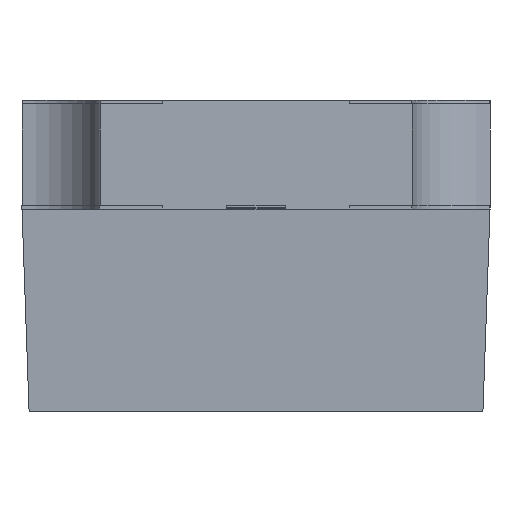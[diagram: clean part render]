
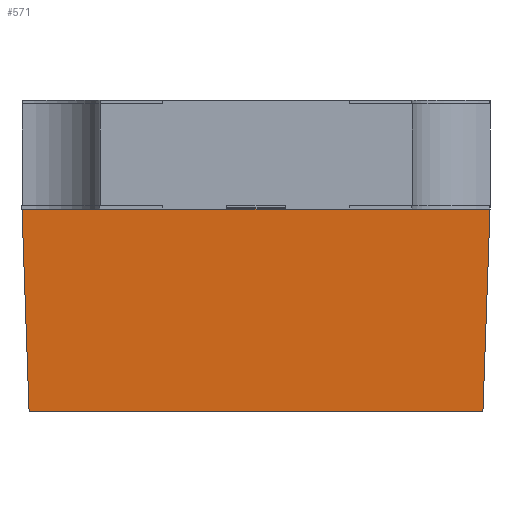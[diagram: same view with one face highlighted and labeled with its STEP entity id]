
A CAD part, front view. The second image highlights one B-rep face of the part: STEP entity #571.
In plain terms, the highlighted planar face has unit normal (0, -0.999, -0.035).
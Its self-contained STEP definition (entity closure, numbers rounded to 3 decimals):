
#571 = ADVANCED_FACE( '', ( #1286 ), #1287, .T. );
#1286 = FACE_OUTER_BOUND( '', #2226, .T. );
#1287 = PLANE( '', #2227 );
#2226 = EDGE_LOOP( '', ( #3291, #3292, #3293, #3294, #3295, #3296, #3297, #3298 ) );
#2227 = AXIS2_PLACEMENT_3D( '', #3299, #3300, #3301 );
#3291 = ORIENTED_EDGE( '', *, *, #6086, .T. );
#3292 = ORIENTED_EDGE( '', *, *, #6087, .T. );
#3293 = ORIENTED_EDGE( '', *, *, #6088, .T. );
#3294 = ORIENTED_EDGE( '', *, *, #6089, .T. );
#3295 = ORIENTED_EDGE( '', *, *, #6090, .T. );
#3296 = ORIENTED_EDGE( '', *, *, #6091, .F. );
#3297 = ORIENTED_EDGE( '', *, *, #6092, .F. );
#3298 = ORIENTED_EDGE( '', *, *, #6093, .T. );
#3299 = CARTESIAN_POINT( '', ( 0., -0.6, 0.52 ) );
#3300 = DIRECTION( '', ( 0., -0.999, -0.035 ) );
#3301 = DIRECTION( '', ( 0., 0.035, -0.999 ) );
#6086 = EDGE_CURVE( '', #7318, #7319, #7320, .F. );
#6087 = EDGE_CURVE( '', #7319, #7321, #7322, .T. );
#6088 = EDGE_CURVE( '', #7321, #7323, #7324, .F. );
#6089 = EDGE_CURVE( '', #7323, #7325, #7326, .T. );
#6090 = EDGE_CURVE( '', #7325, #7327, #7328, .F. );
#6091 = EDGE_CURVE( '', #7329, #7327, #7330, .T. );
#6092 = EDGE_CURVE( '', #7331, #7329, #7332, .F. );
#6093 = EDGE_CURVE( '', #7331, #7318, #7333, .T. );
#7318 = VERTEX_POINT( '', #9092 );
#7319 = VERTEX_POINT( '', #9093 );
#7320 = LINE( '', #9094, #9095 );
#7321 = VERTEX_POINT( '', #9096 );
#7322 = LINE( '', #9097, #9098 );
#7323 = VERTEX_POINT( '', #9099 );
#7324 = LINE( '', #9100, #9101 );
#7325 = VERTEX_POINT( '', #9102 );
#7326 = LINE( '', #9103, #9104 );
#7327 = VERTEX_POINT( '', #9105 );
#7328 = LINE( '', #9106, #9107 );
#7329 = VERTEX_POINT( '', #9108 );
#7330 = LINE( '', #9109, #9110 );
#7331 = VERTEX_POINT( '', #9111 );
#7332 = LINE( '', #9112, #9113 );
#7333 = LINE( '', #9114, #9115 );
#9092 = CARTESIAN_POINT( '', ( 0.6, -0.6, 0.52 ) );
#9093 = CARTESIAN_POINT( '', ( 0.295, -0.6, 0.52 ) );
#9094 = CARTESIAN_POINT( '', ( 0., -0.6, 0.52 ) );
#9095 = VECTOR( '', #11317, 1000. );
#9096 = CARTESIAN_POINT( '', ( 0.15, -0.6, 0.52 ) );
#9097 = CARTESIAN_POINT( '', ( 0.15, -0.6, 0.52 ) );
#9098 = VECTOR( '', #11318, 1000. );
#9099 = CARTESIAN_POINT( '', ( -0.15, -0.6, 0.52 ) );
#9100 = CARTESIAN_POINT( '', ( 0., -0.6, 0.52 ) );
#9101 = VECTOR( '', #11319, 1000. );
#9102 = CARTESIAN_POINT( '', ( -0.295, -0.6, 0.52 ) );
#9103 = CARTESIAN_POINT( '', ( -0.15, -0.6, 0.52 ) );
#9104 = VECTOR( '', #11320, 1000. );
#9105 = CARTESIAN_POINT( '', ( -0.6, -0.6, 0.52 ) );
#9106 = CARTESIAN_POINT( '', ( 0., -0.6, 0.52 ) );
#9107 = VECTOR( '', #11321, 1000. );
#9108 = CARTESIAN_POINT( '', ( -0.582, -0.582, 0. ) );
#9109 = CARTESIAN_POINT( '', ( -0.599, -0.599, 0.499 ) );
#9110 = VECTOR( '', #11322, 1000. );
#9111 = CARTESIAN_POINT( '', ( 0.582, -0.582, 0. ) );
#9112 = CARTESIAN_POINT( '', ( 0., -0.582, 0. ) );
#9113 = VECTOR( '', #11323, 1000. );
#9114 = CARTESIAN_POINT( '', ( 0.599, -0.599, 0.499 ) );
#9115 = VECTOR( '', #11324, 1000. );
#11317 = DIRECTION( '', ( 1., 0., 0. ) );
#11318 = DIRECTION( '', ( -1., 0., 0. ) );
#11319 = DIRECTION( '', ( 1., 0., 0. ) );
#11320 = DIRECTION( '', ( -1., 0., 0. ) );
#11321 = DIRECTION( '', ( 1., 0., 0. ) );
#11322 = DIRECTION( '', ( -0.035, -0.035, 0.999 ) );
#11323 = DIRECTION( '', ( 1., 0., 0. ) );
#11324 = DIRECTION( '', ( 0.035, -0.035, 0.999 ) );
